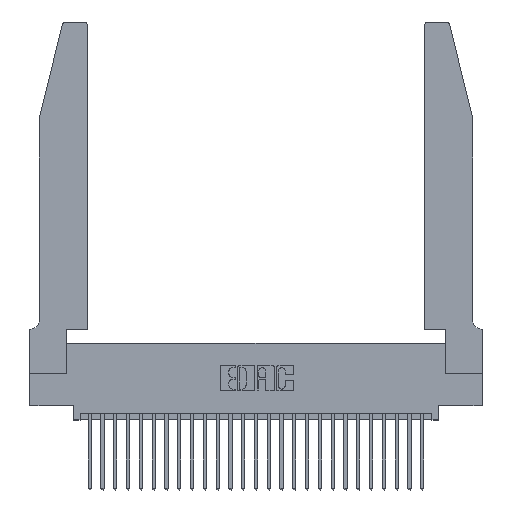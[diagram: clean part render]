
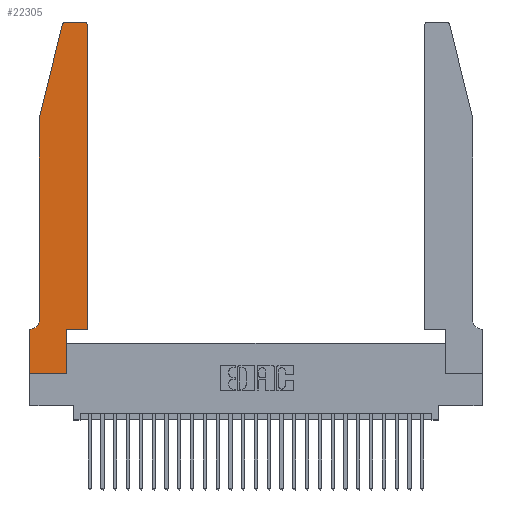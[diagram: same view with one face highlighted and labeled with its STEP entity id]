
A CAD part, top view. The second image highlights one B-rep face of the part: STEP entity #22305.
In plain terms, the highlighted planar face has unit normal (0, 0, 1).
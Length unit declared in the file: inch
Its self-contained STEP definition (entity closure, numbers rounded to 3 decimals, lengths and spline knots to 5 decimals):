
#4 = CARTESIAN_POINT ( 'NONE',  ( 0.4505, 0.35, 0.37 ) ) ;
#595 = ORIENTED_EDGE ( 'NONE', *, *, #14072, .T. ) ;
#704 = CIRCLE ( 'NONE', #20898, 0.07 ) ;
#1416 = EDGE_CURVE ( 'NONE', #18707, #5598, #12433, .T. ) ;
#1442 = ORIENTED_EDGE ( 'NONE', *, *, #25365, .T. ) ;
#1593 = ORIENTED_EDGE ( 'NONE', *, *, #20191, .T. ) ;
#1734 = DIRECTION ( 'NONE',  ( -1., 0., 0. ) ) ;
#1751 = ORIENTED_EDGE ( 'NONE', *, *, #13181, .T. ) ;
#1947 = EDGE_CURVE ( 'NONE', #27632, #8409, #27533, .T. ) ;
#2157 = VECTOR ( 'NONE', #1734, 39.37008 ) ;
#2616 = DIRECTION ( 'NONE',  ( 0., 0., -1. ) ) ;
#2879 = VECTOR ( 'NONE', #10997, 39.37008 ) ;
#3666 = EDGE_CURVE ( 'NONE', #10926, #19278, #11501, .T. ) ;
#3924 = DIRECTION ( 'NONE',  ( 0., -1., 0. ) ) ;
#4093 = CARTESIAN_POINT ( 'NONE',  ( 0.0755, 2., 0.37 ) ) ;
#4114 = FACE_OUTER_BOUND ( 'NONE', #24965, .T. ) ;
#4976 = VECTOR ( 'NONE', #6875, 39.37008 ) ;
#5130 = VECTOR ( 'NONE', #3924, 39.37008 ) ;
#5376 = DIRECTION ( 'NONE',  ( 1., 0., 0. ) ) ;
#5598 = VERTEX_POINT ( 'NONE', #17995 ) ;
#5628 = EDGE_CURVE ( 'NONE', #8409, #26560, #9317, .T. ) ;
#5698 = ORIENTED_EDGE ( 'NONE', *, *, #27923, .T. ) ;
#5931 = VECTOR ( 'NONE', #13111, 39.37008 ) ;
#6542 = CARTESIAN_POINT ( 'NONE',  ( 0.4505, 0.35, 0.37 ) ) ;
#6875 = DIRECTION ( 'NONE',  ( 0., -1., 0. ) ) ;
#7449 = VERTEX_POINT ( 'NONE', #4093 ) ;
#8089 = CARTESIAN_POINT ( 'NONE',  ( 0.0755, 0.42, 0.37 ) ) ;
#8336 = CARTESIAN_POINT ( 'NONE',  ( 0.0755, 2., 0.37 ) ) ;
#8409 = VERTEX_POINT ( 'NONE', #15867 ) ;
#9065 = CARTESIAN_POINT ( 'NONE',  ( 0., 0., 0.37 ) ) ;
#9317 = LINE ( 'NONE', #9445, #25171 ) ;
#9445 = CARTESIAN_POINT ( 'NONE',  ( 0.4505, 0.35, 0.37 ) ) ;
#9882 = DIRECTION ( 'NONE',  ( 0., 0., 1. ) ) ;
#10184 = ORIENTED_EDGE ( 'NONE', *, *, #3666, .T. ) ;
#10777 = ORIENTED_EDGE ( 'NONE', *, *, #5628, .T. ) ;
#10926 = VERTEX_POINT ( 'NONE', #14203 ) ;
#10997 = DIRECTION ( 'NONE',  ( 0., 1., 0. ) ) ;
#11030 = CARTESIAN_POINT ( 'NONE',  ( 0.284, 2.72, 0.37 ) ) ;
#11501 = LINE ( 'NONE', #9065, #4976 ) ;
#12075 = LINE ( 'NONE', #17263, #24166 ) ;
#12252 = ORIENTED_EDGE ( 'NONE', *, *, #1947, .T. ) ;
#12289 = AXIS2_PLACEMENT_3D ( 'NONE', #12388, #27427, #14573 ) ;
#12388 = CARTESIAN_POINT ( 'NONE',  ( 0.4205, 2.72, 0.37 ) ) ;
#12433 = LINE ( 'NONE', #26409, #5931 ) ;
#12799 = CIRCLE ( 'NONE', #12289, 0.03 ) ;
#12830 = EDGE_CURVE ( 'NONE', #26560, #23086, #25245, .T. ) ;
#12838 = ORIENTED_EDGE ( 'NONE', *, *, #1416, .T. ) ;
#13025 = VERTEX_POINT ( 'NONE', #13824 ) ;
#13111 = DIRECTION ( 'NONE',  ( -1., 0., 0. ) ) ;
#13181 = EDGE_CURVE ( 'NONE', #23086, #18707, #12799, .T. ) ;
#13193 = DIRECTION ( 'NONE',  ( 1., 0., 0. ) ) ;
#13285 = EDGE_CURVE ( 'NONE', #18255, #10926, #19529, .T. ) ;
#13824 = CARTESIAN_POINT ( 'NONE',  ( 0.25487, 2.72718, 0.37 ) ) ;
#14072 = EDGE_CURVE ( 'NONE', #13025, #7449, #12075, .T. ) ;
#14203 = CARTESIAN_POINT ( 'NONE',  ( 0., 0.35, 0.37 ) ) ;
#14573 = DIRECTION ( 'NONE',  ( 1., 0., 0. ) ) ;
#14679 = CARTESIAN_POINT ( 'NONE',  ( 0., 0., 0.37 ) ) ;
#15693 = CARTESIAN_POINT ( 'NONE',  ( 0.0055, 0.42, 0.37 ) ) ;
#15764 = CARTESIAN_POINT ( 'NONE',  ( 0.0055, 0.35, 0.37 ) ) ;
#15788 = ORIENTED_EDGE ( 'NONE', *, *, #22523, .T. ) ;
#15867 = CARTESIAN_POINT ( 'NONE',  ( 0.2865, 0.35, 0.37 ) ) ;
#16131 = VECTOR ( 'NONE', #25426, 39.37008 ) ;
#16589 = CARTESIAN_POINT ( 'NONE',  ( 0.4505, 2.72, 0.37 ) ) ;
#17029 = CARTESIAN_POINT ( 'NONE',  ( 0.0755, 0.35, 0.37 ) ) ;
#17263 = CARTESIAN_POINT ( 'NONE',  ( 0.0755, 2., 0.37 ) ) ;
#17863 = DIRECTION ( 'NONE',  ( -1., 0., 0. ) ) ;
#17920 = AXIS2_PLACEMENT_3D ( 'NONE', #11030, #26045, #13193 ) ;
#17995 = CARTESIAN_POINT ( 'NONE',  ( 0.284, 2.75, 0.37 ) ) ;
#18255 = VERTEX_POINT ( 'NONE', #15764 ) ;
#18432 = AXIS2_PLACEMENT_3D ( 'NONE', #27009, #9882, #24952 ) ;
#18707 = VERTEX_POINT ( 'NONE', #23616 ) ;
#19278 = VERTEX_POINT ( 'NONE', #14679 ) ;
#19425 = DIRECTION ( 'NONE',  ( -0.239, -0.971, 0. ) ) ;
#19529 = LINE ( 'NONE', #17029, #2157 ) ;
#20129 = ORIENTED_EDGE ( 'NONE', *, *, #12830, .T. ) ;
#20191 = EDGE_CURVE ( 'NONE', #19278, #27632, #24391, .T. ) ;
#20628 = PLANE ( 'NONE',  #18432 ) ;
#20898 = AXIS2_PLACEMENT_3D ( 'NONE', #15693, #2616, #17863 ) ;
#21275 = CIRCLE ( 'NONE', #17920, 0.03 ) ;
#21716 = LINE ( 'NONE', #8336, #5130 ) ;
#21834 = VERTEX_POINT ( 'NONE', #8089 ) ;
#22305 = ADVANCED_FACE ( 'NONE', ( #4114 ), #20628, .T. ) ;
#22505 = ORIENTED_EDGE ( 'NONE', *, *, #13285, .T. ) ;
#22523 = EDGE_CURVE ( 'NONE', #7449, #21834, #21716, .T. ) ;
#23086 = VERTEX_POINT ( 'NONE', #16589 ) ;
#23616 = CARTESIAN_POINT ( 'NONE',  ( 0.4205, 2.75, 0.37 ) ) ;
#23718 = VECTOR ( 'NONE', #5376, 39.37008 ) ;
#24166 = VECTOR ( 'NONE', #19425, 39.37008 ) ;
#24391 = LINE ( 'NONE', #26915, #23718 ) ;
#24952 = DIRECTION ( 'NONE',  ( 1., 0., 0. ) ) ;
#24965 = EDGE_LOOP ( 'NONE', ( #12838, #1442, #595, #15788, #5698, #22505, #10184, #1593, #12252, #10777, #20129, #1751 ) ) ;
#24977 = CARTESIAN_POINT ( 'NONE',  ( 0.2865, 0.35, 0.37 ) ) ;
#25171 = VECTOR ( 'NONE', #26685, 39.37008 ) ;
#25245 = LINE ( 'NONE', #4, #2879 ) ;
#25365 = EDGE_CURVE ( 'NONE', #5598, #13025, #21275, .T. ) ;
#25426 = DIRECTION ( 'NONE',  ( 0., 1., 0. ) ) ;
#26045 = DIRECTION ( 'NONE',  ( 0., 0., 1. ) ) ;
#26409 = CARTESIAN_POINT ( 'NONE',  ( 0.2605, 2.75, 0.37 ) ) ;
#26560 = VERTEX_POINT ( 'NONE', #6542 ) ;
#26685 = DIRECTION ( 'NONE',  ( 1., 0., 0. ) ) ;
#26915 = CARTESIAN_POINT ( 'NONE',  ( 0., 0., 0.37 ) ) ;
#27009 = CARTESIAN_POINT ( 'NONE',  ( 0., 0.35, 0.37 ) ) ;
#27340 = CARTESIAN_POINT ( 'NONE',  ( 0.2865, 0., 0.37 ) ) ;
#27427 = DIRECTION ( 'NONE',  ( 0., 0., 1. ) ) ;
#27533 = LINE ( 'NONE', #24977, #16131 ) ;
#27632 = VERTEX_POINT ( 'NONE', #27340 ) ;
#27923 = EDGE_CURVE ( 'NONE', #21834, #18255, #704, .T. ) ;
